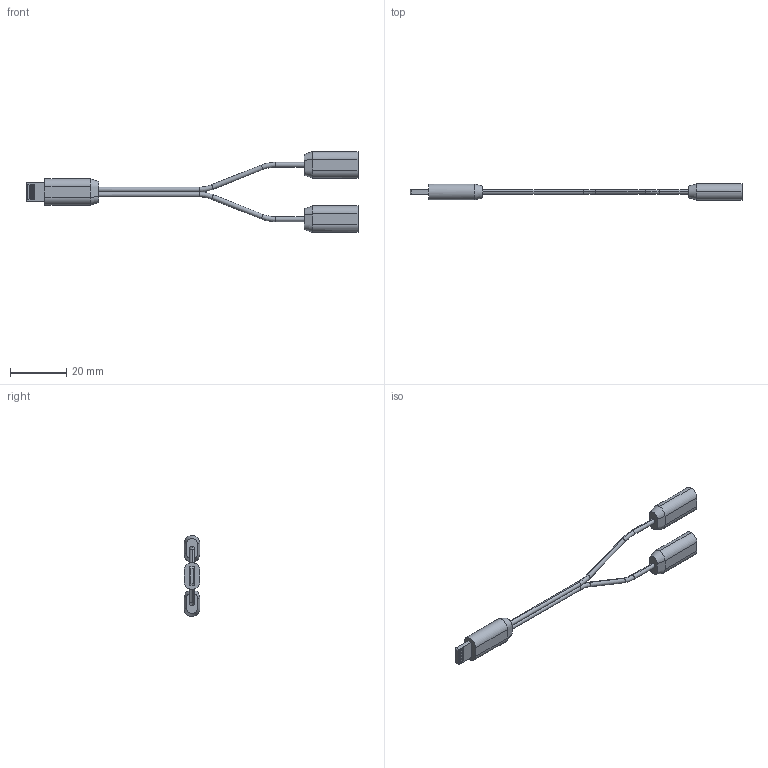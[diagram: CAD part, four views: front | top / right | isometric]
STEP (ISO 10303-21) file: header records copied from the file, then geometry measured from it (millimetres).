
FILE_DESCRIPTION (( 'STEP AP214' ), '1' );
FILE_NAME ('CALT-35MM-LTCHG_3D.STEP', '2022-08-17T15:52:10', ( '' ), ( '' ), 'SwSTEP 2.0', 'SolidWorks 2021', '' );
FILE_SCHEMA (( 'AUTOMOTIVE_DESIGN' ));
Length unit declared in the file: inch
Products named in the file (4): CALT-35MM-LTCHG_3D; CALT-35MM-LTCHG-MA1; 3AB16-043_female; 3AB16-043
Assembly tree (4 placements, depth 2):
  CALT-35MM-LTCHG_3D
    CALT-35MM-LTCHG-MA1
    3AB16-043
    3AB16-043_female  x2
Bounding box: 117.73 x 5.64 x 28.7 mm (x, y, z)
Volume: 2818.5 mm3; surface area: 2765.8 mm2
Topology: 4 solids, 4 shells, 176 faces, 425 edges, 278 vertices
Faces by surface type: plane 91, cylinder 71, torus 8, bspline 6
Entity records: 6649 total; most frequent: CARTESIAN_POINT 1287, DIRECTION 830, ORIENTED_EDGE 760, EDGE_CURVE 380, AXIS2_PLACEMENT_3D 299, VERTEX_POINT 248, VECTOR 232, LINE 232
